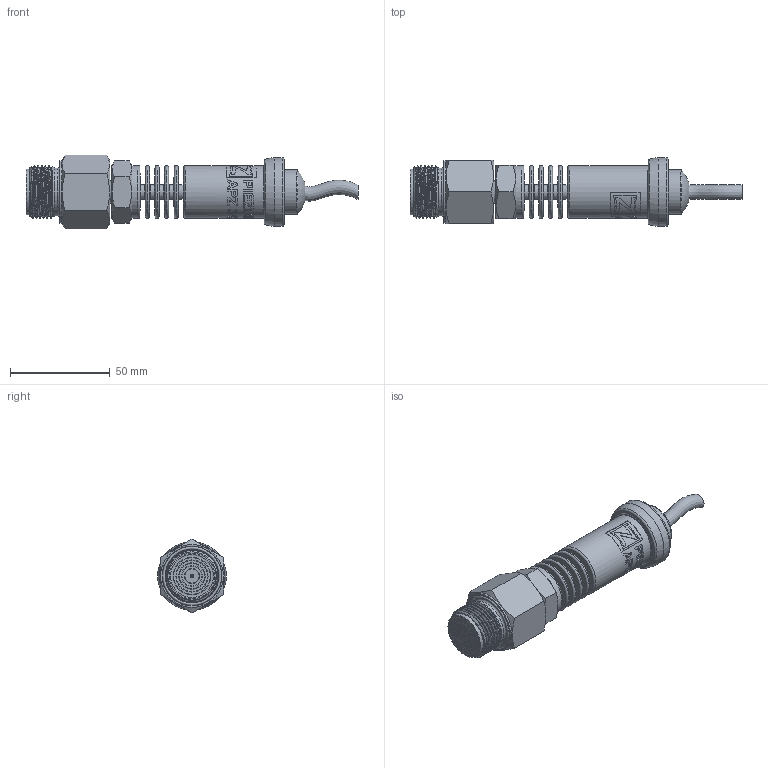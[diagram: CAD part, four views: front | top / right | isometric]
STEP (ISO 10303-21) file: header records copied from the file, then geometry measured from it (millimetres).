
FILE_DESCRIPTION(/* description */ (''),/* implementation_level */ '2;1');
FILE_NAME(/* name */ 'APZ3420m_G3''4DIN-flush_radiator_5.step',/* time_stamp */ '2021-07-06T15:36:57+03:00',/* author */ (''),/* organization */ (''),/* preprocessor_version */ 'ST-DEVELOPER v18.1',/* originating_system */ 'Autodesk Translation Framework v10.9.0.1377',/* authorisation */ '');
FILE_SCHEMA (('AUTOMOTIVE_DESIGN { 1 0 10303 214 3 1 1 }'));
Length unit declared in the file: millimetre
Products named in the file (7): АПЗ 3420м заполненная; G 1/4 EN Radiator; Stainless steel cable gland assembly; Stainless steel cable gland; Stainless steel cable gland nut; wire; G3'4DIN diaphragm 23 v5 (1)
Assembly tree (5 placements, depth 3):
  АПЗ 3420м заполненная
    G 1/4 EN Radiator
    Stainless steel cable gland assembly
      Stainless steel cable gland
      Stainless steel cable gland nut
      wire
  G3'4DIN diaphragm 23 v5 (1)
Bounding box: 166.23 x 34.5 x 36.95 mm (x, y, z)
Volume: 77298.5 mm3; surface area: 28095.7 mm2
Topology: 7 solids, 7 shells, 525 faces, 1393 edges, 922 vertices
Faces by surface type: bspline 285, cylinder 100, plane 67, torus 43, cone 29, sphere 1
Full cylindrical faces by diameter (mm): 2 x1, 3.3 x1, 4 x1, 5 x2, 5.1 x1, 7.2 x1, 7.5 x5, 8 x1, 9.5 x2, 11 x1, 11.445 x5, 13 x1, 13.157 x9, 21.4 x1, 22.3 x2, 22.5 x1, 23 x1, 24 x1, 24.117 x6, 24.5 x1, 25.132 x4, 25.526 x2, 26.5 x2, 26.8 x1, 26.85 x4, 27.208 x3, 27.7 x1, 29.5 x1, 31.5 x1, 34.5 x1
Entity records: 35809 total; most frequent: CARTESIAN_POINT 24571, ORIENTED_EDGE 2784, DIRECTION 1439, EDGE_CURVE 1392, VERTEX_POINT 922, B_SPLINE_CURVE_WITH_KNOTS 688, EDGE_LOOP 574, FACE_OUTER_BOUND 525
